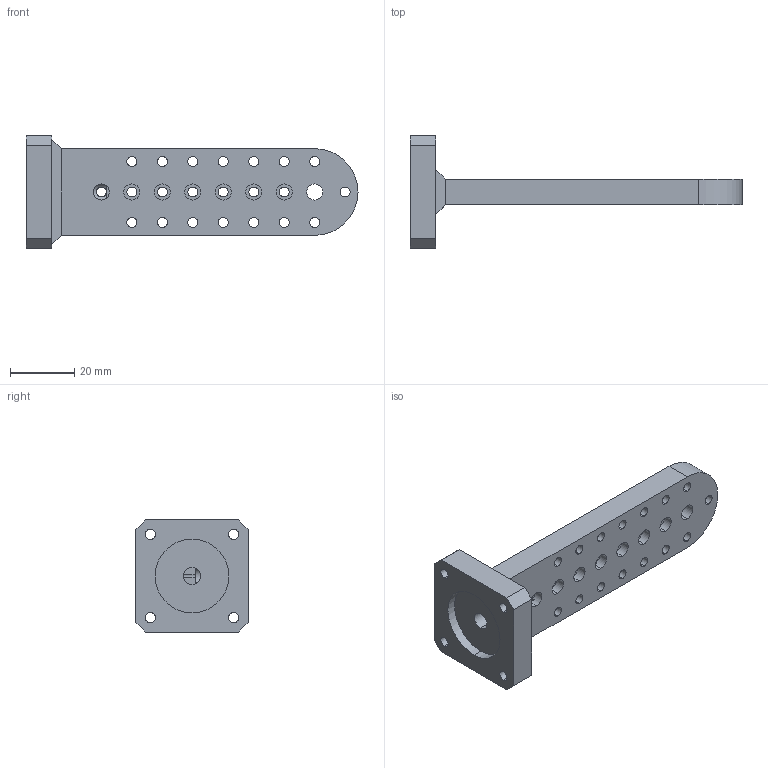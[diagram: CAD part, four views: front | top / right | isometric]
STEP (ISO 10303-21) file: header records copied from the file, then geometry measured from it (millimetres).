
FILE_DESCRIPTION (( 'STEP AP214' ), '1' );
FILE_NAME ('gravity_shaft.STEP', '2024-11-26T10:03:14', ( '' ), ( '' ), 'SwSTEP 2.0', 'SolidWorks 2020', '' );
FILE_SCHEMA (( 'AUTOMOTIVE_DESIGN' ));
Length unit declared in the file: millimetre
Products named in the file (1): gravity_shaft
Bounding box: 103.5 x 35 x 35 mm (x, y, z)
Volume: 26311.8 mm3; surface area: 12161.2 mm2
Topology: 1 solids, 1 shells, 101 faces, 272 edges, 180 vertices
Faces by surface type: cylinder 73, plane 28
Entity records: 3466 total; most frequent: CARTESIAN_POINT 646, DIRECTION 616, ORIENTED_EDGE 544, EDGE_CURVE 272, AXIS2_PLACEMENT_3D 248, VERTEX_POINT 180, EDGE_LOOP 164, CIRCLE 146
